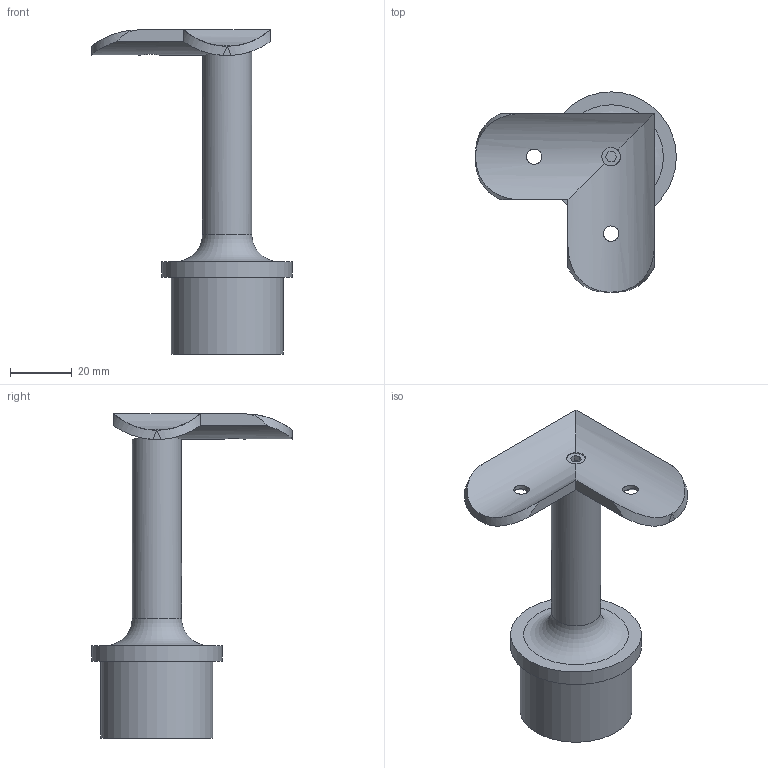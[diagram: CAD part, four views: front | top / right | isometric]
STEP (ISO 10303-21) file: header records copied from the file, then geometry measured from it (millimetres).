
FILE_DESCRIPTION(/* description */ (''),/* implementation_level */ '2;1');
FILE_NAME(/* name */ '1909_Cosch_Edelstahltechnik.stp',/* time_stamp */ '2019-01-11T21:20:10+01:00',/* author */ (''),/* organization */ (''),/* preprocessor_version */ 'ST-DEVELOPER v16',/* originating_system */ 'SIEMENS PLM Software NX 11.0',/* authorisation */ '');
FILE_SCHEMA (('AUTOMOTIVE_DESIGN { 1 0 10303 214 3 1 1 1 }'));
Length unit declared in the file: millimetre
Products named in the file (1): Goge26F8514D6hlg
Bounding box: 65.2 x 65.2 x 105.28 mm (x, y, z)
Volume: 34399.9 mm3; surface area: 17447.5 mm2
Topology: 1 solids, 1 shells, 37 faces, 114 edges, 108 vertices
Faces by surface type: plane 19, cylinder 15, bspline 2, torus 1
Full cylindrical faces by diameter (mm): 5 x2, 6 x1, 16 x1, 33.4 x1, 36.4 x1, 42.4 x1
Entity records: 1997 total; most frequent: CARTESIAN_POINT 970, DIRECTION 178, ORIENTED_EDGE 146, EDGE_CURVE 73, AXIS2_PLACEMENT_3D 62, EDGE_LOOP 55, LINE 54, VECTOR 54
